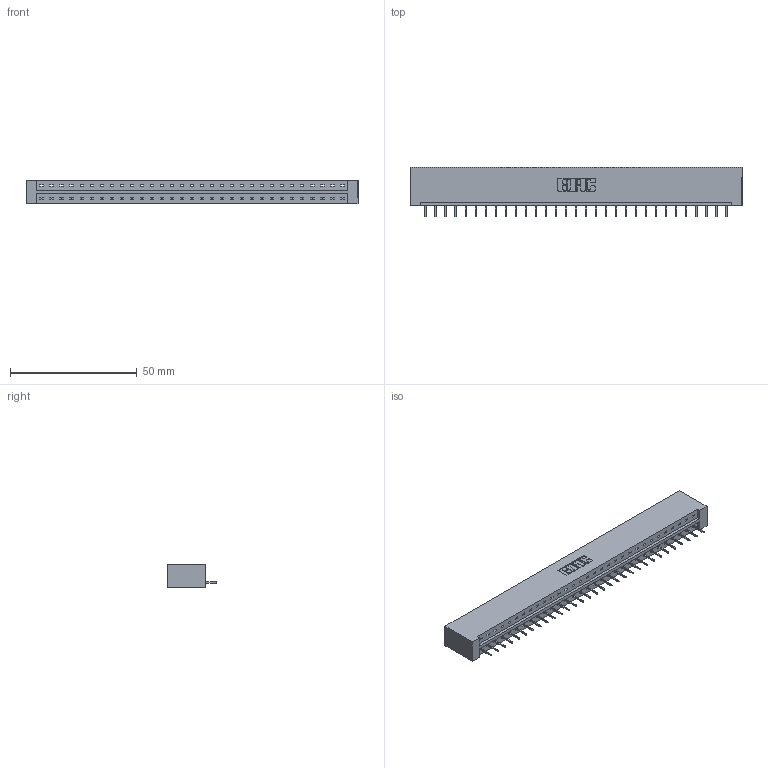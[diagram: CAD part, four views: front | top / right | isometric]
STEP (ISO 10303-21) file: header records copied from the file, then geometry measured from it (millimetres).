
FILE_DESCRIPTION (( 'STEP AP203' ), '1' );
FILE_NAME ('833-031-524-101.STEP', '2020-06-02T15:19:04', ( '' ), ( '' ), 'SwSTEP 2.0', 'SolidWorks 2020', '' );
FILE_SCHEMA (( 'CONFIG_CONTROL_DESIGN' ));
Length unit declared in the file: inch
Products named in the file (3): 833-031-524-101; 833 Part_Lugless; 345-292-001_345-293-124
Assembly tree (32 placements, depth 2):
  833-031-524-101
    833 Part_Lugless
    345-292-001_345-293-124  x31
Bounding box: 131.09 x 19.69 x 9.4 mm (x, y, z)
Volume: 13587 mm3; surface area: 14164.6 mm2
Topology: 32 solids, 32 shells, 2028 faces, 5867 edges, 3786 vertices
Faces by surface type: plane 1554, cylinder 474
Entity records: 20171 total; most frequent: CARTESIAN_POINT 3487, ORIENTED_EDGE 3454, DIRECTION 2957, EDGE_CURVE 1727, VECTOR 1611, LINE 1611, VERTEX_POINT 1146, AXIS2_PLACEMENT_3D 673
